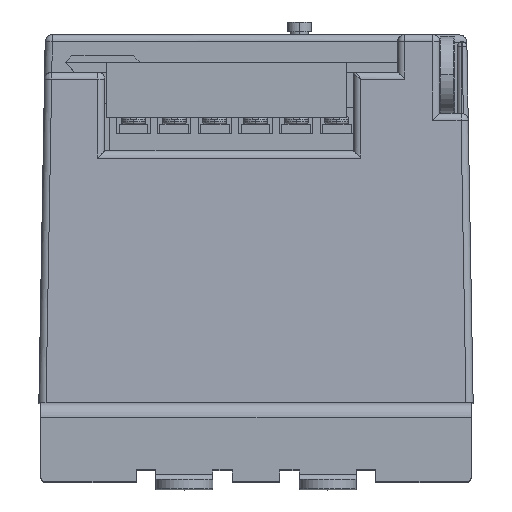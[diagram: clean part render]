
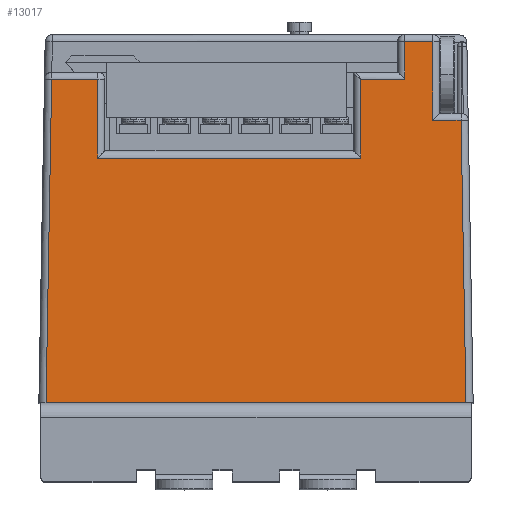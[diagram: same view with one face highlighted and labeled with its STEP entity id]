
A CAD part, top view. The second image highlights one B-rep face of the part: STEP entity #13017.
In plain terms, the highlighted planar face has unit normal (0, 0.018, 1).
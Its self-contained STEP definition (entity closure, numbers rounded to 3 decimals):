
#144 = AXIS2_PLACEMENT_3D ( 'NONE', #18866, #7935, #8316 ) ;
#231 = VERTEX_POINT ( 'NONE', #11332 ) ;
#452 = ORIENTED_EDGE ( 'NONE', *, *, #9498, .T. ) ;
#457 = VECTOR ( 'NONE', #6661, 1000. ) ;
#799 = VECTOR ( 'NONE', #15557, 1000. ) ;
#857 = CARTESIAN_POINT ( 'NONE',  ( -42.719, 67.676, 57.019 ) ) ;
#875 = VERTEX_POINT ( 'NONE', #11167 ) ;
#1113 = ORIENTED_EDGE ( 'NONE', *, *, #4842, .T. ) ;
#1504 = VECTOR ( 'NONE', #14119, 1000. ) ;
#1676 = CARTESIAN_POINT ( 'NONE',  ( -45.4, 0., 58.2 ) ) ;
#1984 = ORIENTED_EDGE ( 'NONE', *, *, #12777, .T. ) ;
#2233 = DIRECTION ( 'NONE',  ( -1., 0., 0. ) ) ;
#2370 = DIRECTION ( 'NONE',  ( -1., 0., 0. ) ) ;
#2464 = DIRECTION ( 'NONE',  ( 0., -1., 0.017 ) ) ;
#2492 = CARTESIAN_POINT ( 'NONE',  ( -31.6, 51.176, 57.307 ) ) ;
#2633 = EDGE_CURVE ( 'NONE', #13251, #4633, #8128, .T. ) ;
#2741 = LINE ( 'NONE', #7712, #12853 ) ;
#2774 = CARTESIAN_POINT ( 'NONE',  ( 31.1, 67.676, 57.019 ) ) ;
#3236 = LINE ( 'NONE', #15756, #799 ) ;
#3242 = VECTOR ( 'NONE', #2464, 1000. ) ;
#3590 = LINE ( 'NONE', #17394, #457 ) ;
#3657 = VERTEX_POINT ( 'NONE', #14430 ) ;
#3888 = CARTESIAN_POINT ( 'NONE',  ( 38.456, 59.076, 57.169 ) ) ;
#4058 = DIRECTION ( 'NONE',  ( 0., -1., 0.017 ) ) ;
#4203 = ORIENTED_EDGE ( 'NONE', *, *, #4401, .T. ) ;
#4334 = VECTOR ( 'NONE', #6981, 1000. ) ;
#4401 = EDGE_CURVE ( 'NONE', #9360, #10310, #12518, .T. ) ;
#4564 = CARTESIAN_POINT ( 'NONE',  ( 36.956, 75.526, 56.882 ) ) ;
#4612 = ORIENTED_EDGE ( 'NONE', *, *, #10582, .T. ) ;
#4633 = VERTEX_POINT ( 'NONE', #4564 ) ;
#4676 = VECTOR ( 'NONE', #4058, 1000. ) ;
#4842 = EDGE_CURVE ( 'NONE', #4633, #3657, #17273, .T. ) ;
#4864 = DIRECTION ( 'NONE',  ( 1., 0., 0. ) ) ;
#4902 = CARTESIAN_POINT ( 'NONE',  ( -33.1, 51.176, 57.307 ) ) ;
#4954 = EDGE_CURVE ( 'NONE', #3657, #12731, #11599, .T. ) ;
#4976 = CARTESIAN_POINT ( 'NONE',  ( -43.901, -0.026, 58.2 ) ) ;
#5476 = VECTOR ( 'NONE', #5648, 1000. ) ;
#5648 = DIRECTION ( 'NONE',  ( -0.017, 1., -0.017 ) ) ;
#6661 = DIRECTION ( 'NONE',  ( -1., 0., 0. ) ) ;
#6742 = PLANE ( 'NONE',  #144 ) ;
#6889 = ORIENTED_EDGE ( 'NONE', *, *, #2633, .T. ) ;
#6981 = DIRECTION ( 'NONE',  ( -1., 0., 0. ) ) ;
#7100 = ORIENTED_EDGE ( 'NONE', *, *, #11293, .T. ) ;
#7276 = ORIENTED_EDGE ( 'NONE', *, *, #4954, .T. ) ;
#7680 = CARTESIAN_POINT ( 'NONE',  ( 21.9, 67.676, 57.019 ) ) ;
#7712 = CARTESIAN_POINT ( 'NONE',  ( -45.4, 67.676, 57.019 ) ) ;
#7935 = DIRECTION ( 'NONE',  ( 0., 0.017, 1. ) ) ;
#8128 = LINE ( 'NONE', #11106, #16469 ) ;
#8316 = DIRECTION ( 'NONE',  ( 0., -1., 0.017 ) ) ;
#8675 = ORIENTED_EDGE ( 'NONE', *, *, #9615, .T. ) ;
#8828 = EDGE_CURVE ( 'NONE', #12731, #8884, #3590, .T. ) ;
#8884 = VERTEX_POINT ( 'NONE', #7680 ) ;
#9360 = VERTEX_POINT ( 'NONE', #857 ) ;
#9498 = EDGE_CURVE ( 'NONE', #11725, #9360, #2741, .T. ) ;
#9615 = EDGE_CURVE ( 'NONE', #17061, #11725, #3236, .T. ) ;
#9716 = VECTOR ( 'NONE', #4864, 1000. ) ;
#9723 = DIRECTION ( 'NONE',  ( 0., 1., -0.017 ) ) ;
#9749 = VECTOR ( 'NONE', #2233, 1000. ) ;
#10310 = VERTEX_POINT ( 'NONE', #16425 ) ;
#10417 = CARTESIAN_POINT ( 'NONE',  ( 43.873, 1.558, 58.173 ) ) ;
#10557 = ORIENTED_EDGE ( 'NONE', *, *, #16313, .T. ) ;
#10582 = EDGE_CURVE ( 'NONE', #231, #13251, #12812, .T. ) ;
#11106 = CARTESIAN_POINT ( 'NONE',  ( 36.956, 0., 58.2 ) ) ;
#11167 = CARTESIAN_POINT ( 'NONE',  ( 43.9, 0., 58.2 ) ) ;
#11293 = EDGE_CURVE ( 'NONE', #12992, #17061, #17327, .T. ) ;
#11332 = CARTESIAN_POINT ( 'NONE',  ( 42.869, 59.076, 57.169 ) ) ;
#11599 = LINE ( 'NONE', #12977, #4676 ) ;
#11725 = VERTEX_POINT ( 'NONE', #17491 ) ;
#12193 = CARTESIAN_POINT ( 'NONE',  ( 36.956, 59.076, 57.169 ) ) ;
#12257 = EDGE_LOOP ( 'NONE', ( #1984, #12738, #4612, #6889, #1113, #7276, #13351, #10557, #7100, #8675, #452, #4203 ) ) ;
#12518 = LINE ( 'NONE', #4976, #1504 ) ;
#12604 = CARTESIAN_POINT ( 'NONE',  ( 21.9, 51.176, 57.307 ) ) ;
#12731 = VERTEX_POINT ( 'NONE', #2774 ) ;
#12738 = ORIENTED_EDGE ( 'NONE', *, *, #17658, .T. ) ;
#12777 = EDGE_CURVE ( 'NONE', #10310, #875, #13913, .T. ) ;
#12812 = LINE ( 'NONE', #3888, #13819 ) ;
#12853 = VECTOR ( 'NONE', #14959, 1000. ) ;
#12977 = CARTESIAN_POINT ( 'NONE',  ( 31.1, 0., 58.2 ) ) ;
#12992 = VERTEX_POINT ( 'NONE', #12604 ) ;
#13017 = ADVANCED_FACE ( 'NONE', ( #18757 ), #6742, .T. ) ;
#13251 = VERTEX_POINT ( 'NONE', #12193 ) ;
#13351 = ORIENTED_EDGE ( 'NONE', *, *, #8828, .T. ) ;
#13819 = VECTOR ( 'NONE', #2370, 1000. ) ;
#13913 = LINE ( 'NONE', #1676, #9716 ) ;
#14119 = DIRECTION ( 'NONE',  ( -0.017, -1., 0.017 ) ) ;
#14430 = CARTESIAN_POINT ( 'NONE',  ( 31.1, 75.526, 56.882 ) ) ;
#14959 = DIRECTION ( 'NONE',  ( -1., 0., 0. ) ) ;
#15557 = DIRECTION ( 'NONE',  ( 0., 1., -0.017 ) ) ;
#15756 = CARTESIAN_POINT ( 'NONE',  ( -33.1, 0., 58.2 ) ) ;
#15776 = CARTESIAN_POINT ( 'NONE',  ( -45.4, 75.526, 56.882 ) ) ;
#16313 = EDGE_CURVE ( 'NONE', #8884, #12992, #17393, .T. ) ;
#16425 = CARTESIAN_POINT ( 'NONE',  ( -43.9, 0., 58.2 ) ) ;
#16469 = VECTOR ( 'NONE', #9723, 1000. ) ;
#17061 = VERTEX_POINT ( 'NONE', #4902 ) ;
#17273 = LINE ( 'NONE', #15776, #9749 ) ;
#17327 = LINE ( 'NONE', #2492, #4334 ) ;
#17393 = LINE ( 'NONE', #17681, #3242 ) ;
#17394 = CARTESIAN_POINT ( 'NONE',  ( -45.4, 67.676, 57.019 ) ) ;
#17491 = CARTESIAN_POINT ( 'NONE',  ( -33.1, 67.676, 57.019 ) ) ;
#17658 = EDGE_CURVE ( 'NONE', #875, #231, #19261, .T. ) ;
#17681 = CARTESIAN_POINT ( 'NONE',  ( 21.9, 0., 58.2 ) ) ;
#18757 = FACE_OUTER_BOUND ( 'NONE', #12257, .T. ) ;
#18866 = CARTESIAN_POINT ( 'NONE',  ( -45.4, 0., 58.2 ) ) ;
#19261 = LINE ( 'NONE', #10417, #5476 ) ;
